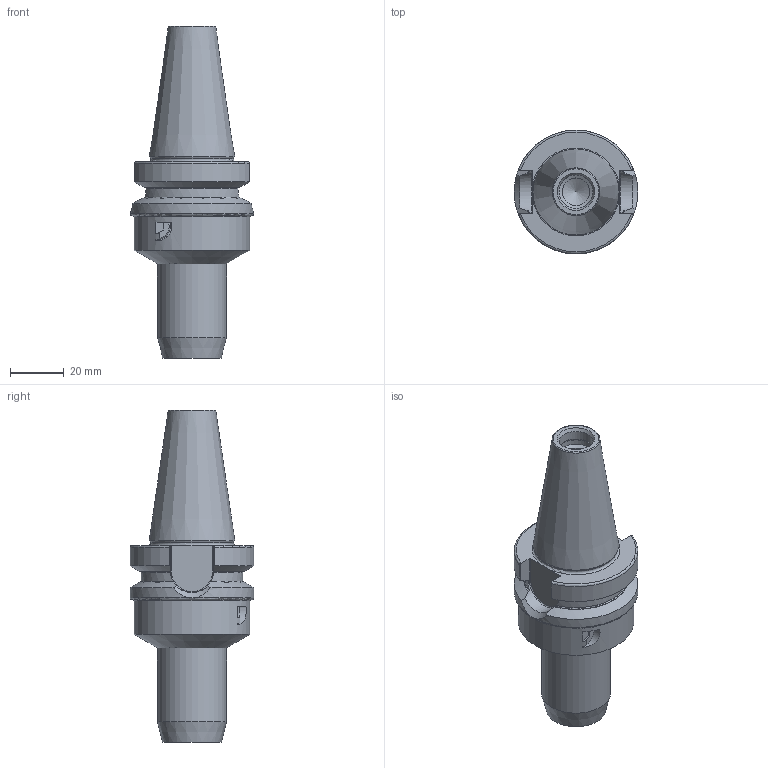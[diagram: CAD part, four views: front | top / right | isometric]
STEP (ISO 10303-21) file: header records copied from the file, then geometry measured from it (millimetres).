
FILE_DESCRIPTION(/* description */ (''),/* implementation_level */ '2;1');
FILE_NAME(/* name */ 'BT30HCT06075M_GTM.stp',/* time_stamp */ '2014-10-07T08:15:33+01:00',/* author */ (''),/* organization */ (''),/* preprocessor_version */ 'ST-DEVELOPER v15',/* originating_system */ 'SIEMENS PLM Software NX 9.0',/* authorisation */ '');
FILE_SCHEMA (('AUTOMOTIVE_DESIGN { 1 0 10303 214 3 1 1 1 }'));
Length unit declared in the file: millimetre
Products named in the file (1): BT30HCT06075M_GTM
Bounding box: 45.95 x 45.98 x 123.4 mm (x, y, z)
Volume: 89329.3 mm3; surface area: 19297.2 mm2
Topology: 2 solids, 2 shells, 88 faces, 223 edges, 145 vertices
Faces by surface type: plane 34, cylinder 25, cone 17, torus 12
Full cylindrical faces by diameter (mm): 5 x1, 6 x1, 8 x2, 10.274 x1, 12.514 x1, 13.25 x1, 18 x2, 25.65 x1, 43 x1
Entity records: 2734 total; most frequent: CARTESIAN_POINT 751, DIRECTION 397, ORIENTED_EDGE 374, EDGE_CURVE 187, AXIS2_PLACEMENT_3D 170, VERTEX_POINT 135, EDGE_LOOP 121, ADVANCED_FACE 88
